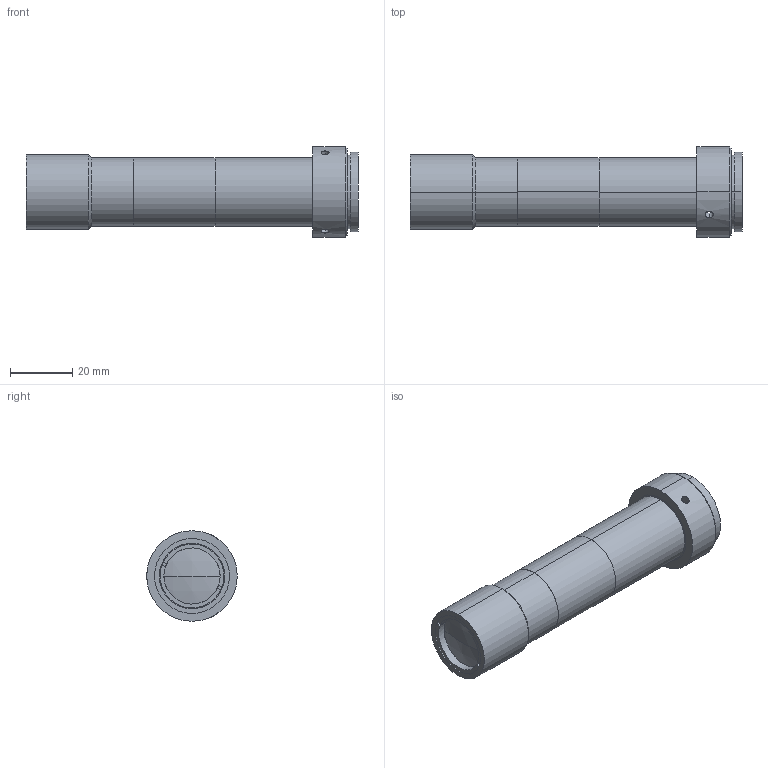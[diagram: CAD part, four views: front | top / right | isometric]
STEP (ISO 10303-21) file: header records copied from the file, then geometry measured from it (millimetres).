
FILE_DESCRIPTION (( 'STEP AP203' ), '1' );
FILE_NAME ('XF-T2X150.STEP', '2017-08-28T09:53:49', ( 'canrill005' ), ( '' ), 'SwSTEP 2.0', 'SolidWorks 2014', '' );
FILE_SCHEMA (( 'CONFIG_CONTROL_DESIGN' ));
Length unit declared in the file: millimetre
Products named in the file (1): XF-T2X150
Bounding box: 106.31 x 29 x 29 mm (x, y, z)
Surface area: 11392.8 mm2 (no closed solid volume)
Topology: 0 solids, 10 shells, 76 faces, 190 edges, 128 vertices
Faces by surface type: cylinder 38, plane 28, cone 6, sphere 4
Entity records: 2586 total; most frequent: CARTESIAN_POINT 635, DIRECTION 430, ORIENTED_EDGE 332, EDGE_CURVE 190, AXIS2_PLACEMENT_3D 179, VERTEX_POINT 128, CIRCLE 102, EDGE_LOOP 94
